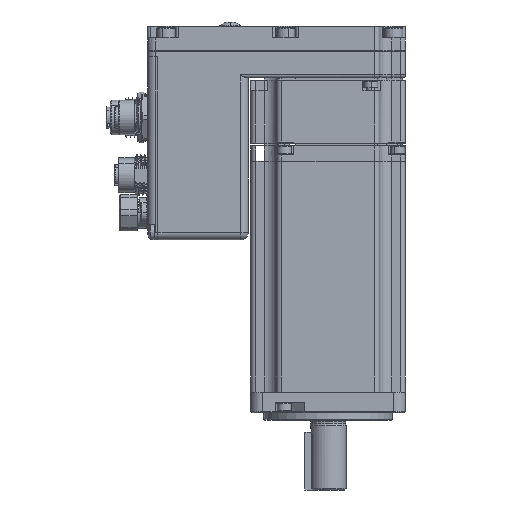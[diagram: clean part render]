
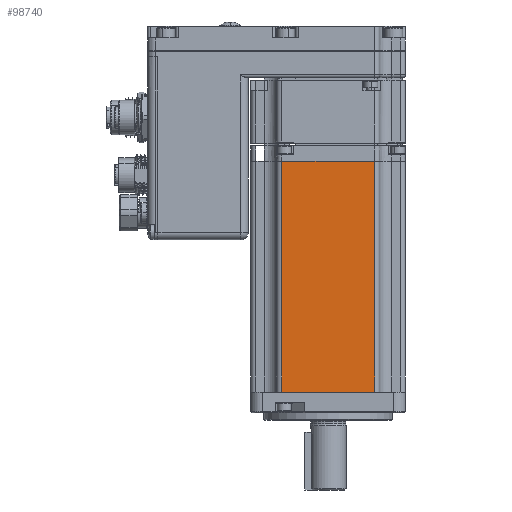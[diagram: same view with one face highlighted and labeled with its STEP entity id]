
A CAD part, front view. The second image highlights one B-rep face of the part: STEP entity #98740.
In plain terms, the highlighted planar face has unit normal (0, -1, 0).
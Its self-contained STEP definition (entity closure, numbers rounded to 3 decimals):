
#5463 = LINE ( 'NONE', #39810, #16411 ) ;
#6980 = EDGE_CURVE ( 'NONE', #94513, #27374, #35652, .T. ) ;
#9547 = DIRECTION ( 'NONE',  ( -1., 0., 0. ) ) ;
#14835 = LINE ( 'NONE', #83737, #46883 ) ;
#15080 = CARTESIAN_POINT ( 'NONE',  ( 21.433, -30.734, 61. ) ) ;
#15556 = EDGE_CURVE ( 'NONE', #92772, #25924, #78852, .T. ) ;
#16411 = VECTOR ( 'NONE', #33268, 1000. ) ;
#16831 = CARTESIAN_POINT ( 'NONE',  ( 69.433, -30.734, -28.5 ) ) ;
#18103 = DIRECTION ( 'NONE',  ( -1., 0., 0. ) ) ;
#25011 = PLANE ( 'NONE',  #31684 ) ;
#25924 = VERTEX_POINT ( 'NONE', #91576 ) ;
#26196 = ORIENTED_EDGE ( 'NONE', *, *, #85896, .T. ) ;
#27374 = VERTEX_POINT ( 'NONE', #50737 ) ;
#28667 = CARTESIAN_POINT ( 'NONE',  ( 9.433, -30.734, 61. ) ) ;
#31684 = AXIS2_PLACEMENT_3D ( 'NONE', #80037, #64882, #18103 ) ;
#33268 = DIRECTION ( 'NONE',  ( 0., 0., 1. ) ) ;
#35652 = LINE ( 'NONE', #28667, #43024 ) ;
#39508 = VECTOR ( 'NONE', #9547, 1000. ) ;
#39810 = CARTESIAN_POINT ( 'NONE',  ( 57.433, -30.734, 62.25 ) ) ;
#43024 = VECTOR ( 'NONE', #75473, 1000. ) ;
#46883 = VECTOR ( 'NONE', #91618, 1000. ) ;
#49454 = ORIENTED_EDGE ( 'NONE', *, *, #15556, .F. ) ;
#50737 = CARTESIAN_POINT ( 'NONE',  ( 57.433, -30.734, 61. ) ) ;
#64882 = DIRECTION ( 'NONE',  ( 0., 1., 0. ) ) ;
#65869 = CARTESIAN_POINT ( 'NONE',  ( 57.433, -30.734, -28.5 ) ) ;
#75473 = DIRECTION ( 'NONE',  ( 1., 0., 0. ) ) ;
#75989 = EDGE_LOOP ( 'NONE', ( #49454, #83508, #96515, #26196 ) ) ;
#78852 = LINE ( 'NONE', #16831, #39508 ) ;
#80037 = CARTESIAN_POINT ( 'NONE',  ( 19.433, -30.734, 62.25 ) ) ;
#83508 = ORIENTED_EDGE ( 'NONE', *, *, #102008, .T. ) ;
#83737 = CARTESIAN_POINT ( 'NONE',  ( 21.433, -30.734, 62.25 ) ) ;
#85896 = EDGE_CURVE ( 'NONE', #94513, #25924, #14835, .T. ) ;
#91576 = CARTESIAN_POINT ( 'NONE',  ( 21.433, -30.734, -28.5 ) ) ;
#91618 = DIRECTION ( 'NONE',  ( 0., 0., -1. ) ) ;
#92772 = VERTEX_POINT ( 'NONE', #65869 ) ;
#94513 = VERTEX_POINT ( 'NONE', #15080 ) ;
#95616 = FACE_OUTER_BOUND ( 'NONE', #75989, .T. ) ;
#96515 = ORIENTED_EDGE ( 'NONE', *, *, #6980, .F. ) ;
#98740 = ADVANCED_FACE ( 'NONE', ( #95616 ), #25011, .F. ) ;
#102008 = EDGE_CURVE ( 'NONE', #92772, #27374, #5463, .T. ) ;
